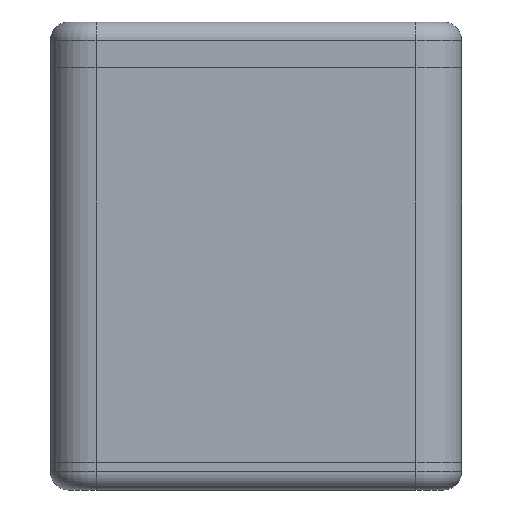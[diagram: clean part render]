
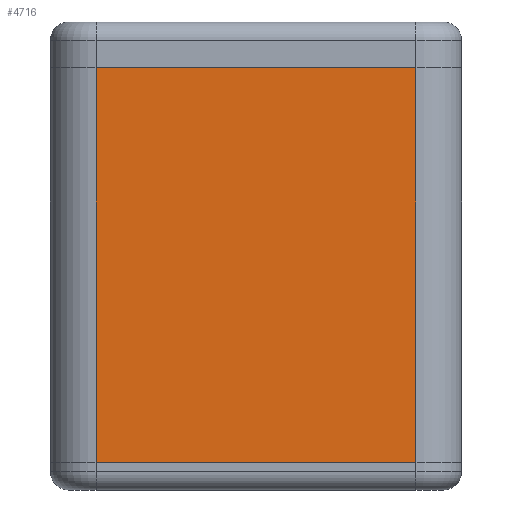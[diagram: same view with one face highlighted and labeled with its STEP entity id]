
A CAD part, left-side view. The second image highlights one B-rep face of the part: STEP entity #4716.
In plain terms, the highlighted planar face has unit normal (-1, 0, 0).
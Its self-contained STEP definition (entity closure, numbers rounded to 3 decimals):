
#692=FACE_OUTER_BOUND('',#1010,.T.);
#1010=EDGE_LOOP('',(#3833,#3834,#3835,#3836));
#1352=LINE('',#7494,#1770);
#1390=LINE('',#7612,#1808);
#1403=LINE('',#7653,#1821);
#1408=LINE('',#7663,#1826);
#1770=VECTOR('',#6027,10.);
#1808=VECTOR('',#6149,10.);
#1821=VECTOR('',#6198,10.);
#1826=VECTOR('',#6213,10.);
#2189=VERTEX_POINT('',#7491);
#2190=VERTEX_POINT('',#7493);
#2227=VERTEX_POINT('',#7610);
#2228=VERTEX_POINT('',#7611);
#2709=EDGE_CURVE('',#2189,#2190,#1352,.T.);
#2768=EDGE_CURVE('',#2227,#2228,#1390,.T.);
#2789=EDGE_CURVE('',#2227,#2189,#1403,.T.);
#2794=EDGE_CURVE('',#2228,#2190,#1408,.T.);
#3833=ORIENTED_EDGE('',*,*,#2768,.T.);
#3834=ORIENTED_EDGE('',*,*,#2794,.T.);
#3835=ORIENTED_EDGE('',*,*,#2709,.F.);
#3836=ORIENTED_EDGE('',*,*,#2789,.F.);
#4502=PLANE('',#5139);
#4716=ADVANCED_FACE('',(#692),#4502,.T.);
#5139=AXIS2_PLACEMENT_3D('',#7664,#6214,#6215);
#6027=DIRECTION('',(0.,1.,0.));
#6149=DIRECTION('',(0.,1.,0.));
#6198=DIRECTION('',(0.,0.,-1.));
#6213=DIRECTION('',(0.,0.,-1.));
#6214=DIRECTION('center_axis',(-1.,0.,0.));
#6215=DIRECTION('ref_axis',(0.,1.,0.));
#7491=CARTESIAN_POINT('',(-22.25,-0.5,-44.95));
#7493=CARTESIAN_POINT('',(-22.25,34.5,-44.95));
#7494=CARTESIAN_POINT('',(-22.25,-0.5,-44.95));
#7610=CARTESIAN_POINT('',(-22.25,-0.5,-1.75));
#7611=CARTESIAN_POINT('',(-22.25,34.5,-1.75));
#7612=CARTESIAN_POINT('',(-22.25,-0.5,-1.75));
#7653=CARTESIAN_POINT('',(-22.25,-0.5,-1.75));
#7663=CARTESIAN_POINT('',(-22.25,34.5,-1.75));
#7664=CARTESIAN_POINT('Origin',(-22.25,-0.5,-1.75));
